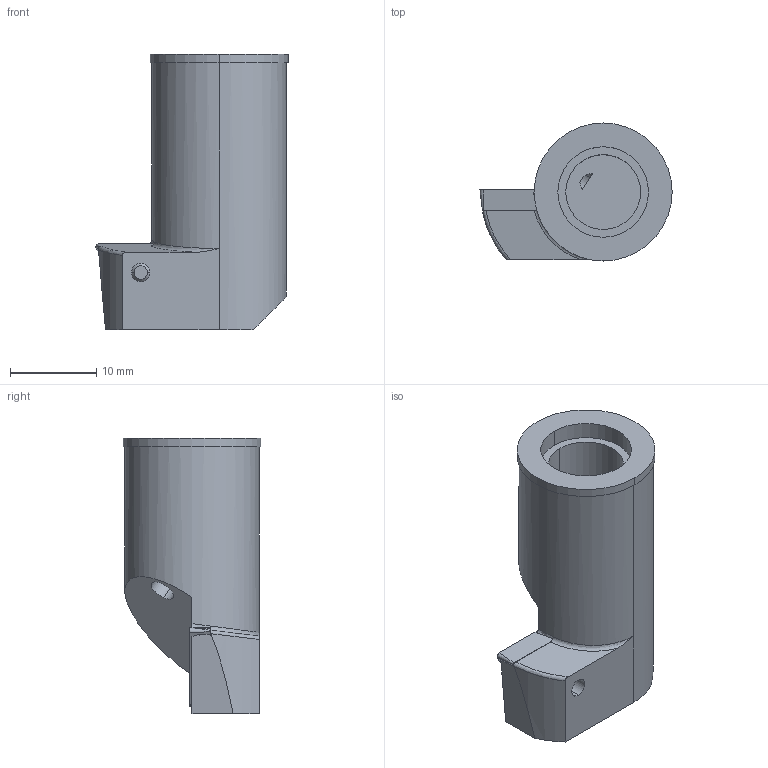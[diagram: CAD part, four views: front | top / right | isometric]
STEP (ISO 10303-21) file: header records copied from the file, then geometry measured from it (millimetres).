
FILE_DESCRIPTION(('no description'),'unknown implementation level');
FILE_NAME('BC7A26CC-9798-4FA1-9BD1-38697356E7EC_export.stp',' ',('CIMSOURCE GmbH'),('CADClick - KiM GmbH - www.kimweb.de'),'unknown preprocess','ACIS','unknown authorization');
FILE_SCHEMA(('automotive_design'));
Length unit declared in the file: millimetre
Products named in the file (3): 615.406 Kaiser WPH E29 TC11R|655.383 Kaiser TCGT 110204 K10C;Kombinieren1; 615.406 Kaiser WPH E29 TC11R|694.122 Kaiser ETL M2.5x6.5 T7 IP 10S_309.301;Kreismuster1; 615.406 Kaiser WPH E29 TC11R|615.406 Kaiser WPH E29 TC11R;Fillet1
Bounding box: 22.3 x 16 x 32 mm (x, y, z)
Volume: 4649.8 mm3; surface area: 2776.5 mm2
Topology: 3 solids, 3 shells, 95 faces, 233 edges, 148 vertices
Faces by surface type: cylinder 39, plane 31, cone 19, torus 4, bspline 2
Entity records: 7065 total; most frequent: CARTESIAN_POINT 1986, DIRECTION 535, STYLED_ITEM 479, PRESENTATION_STYLE_ASSIGNMENT 479, COLOUR_RGB 479, ORIENTED_EDGE 466, EDGE_CURVE 233, CURVE_STYLE 233
